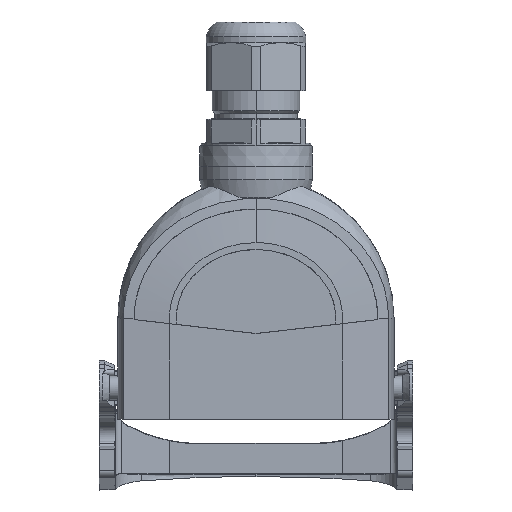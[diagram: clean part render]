
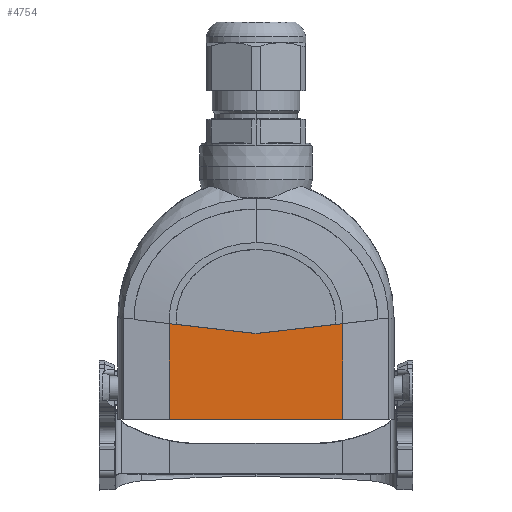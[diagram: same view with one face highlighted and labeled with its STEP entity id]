
A CAD part, front view. The second image highlights one B-rep face of the part: STEP entity #4754.
In plain terms, the highlighted planar face has unit normal (0, -1, 0).
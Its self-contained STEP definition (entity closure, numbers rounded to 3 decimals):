
#4246=PLANE('',#21639);
#4754=ADVANCED_FACE('',(#5527),#4246,.F.);
#5527=FACE_OUTER_BOUND('',#6152,.T.);
#6152=EDGE_LOOP('',(#8087,#8088,#8089,#8090,#8091));
#8087=ORIENTED_EDGE('',*,*,#12620,.T.);
#8088=ORIENTED_EDGE('',*,*,#12624,.T.);
#8089=ORIENTED_EDGE('',*,*,#12625,.T.);
#8090=ORIENTED_EDGE('',*,*,#12626,.T.);
#8091=ORIENTED_EDGE('',*,*,#12627,.T.);
#11216=VERTEX_POINT('',#31007);
#11217=VERTEX_POINT('',#31009);
#11220=VERTEX_POINT('',#31023);
#11221=VERTEX_POINT('',#31025);
#11222=VERTEX_POINT('',#31027);
#12620=EDGE_CURVE('',#11217,#11216,#16918,.T.);
#12624=EDGE_CURVE('',#11216,#11220,#16920,.T.);
#12625=EDGE_CURVE('',#11220,#11221,#16921,.T.);
#12626=EDGE_CURVE('',#11221,#11222,#16922,.T.);
#12627=EDGE_CURVE('',#11222,#11217,#16923,.T.);
#16918=LINE('',#31008,#18369);
#16920=LINE('',#31022,#18371);
#16921=LINE('',#31024,#18372);
#16922=LINE('',#31026,#18373);
#16923=LINE('',#31028,#18374);
#18369=VECTOR('',#23573,1.);
#18371=VECTOR('',#23577,1.);
#18372=VECTOR('',#23578,1.);
#18373=VECTOR('',#23579,1.);
#18374=VECTOR('',#23580,1.);
#21639=AXIS2_PLACEMENT_3D('',#31029,#23581,#23582);
#23573=DIRECTION('',(0.,0.,-1.));
#23577=DIRECTION('',(1.,0.,0.));
#23578=DIRECTION('',(0.,0.,1.));
#23579=DIRECTION('',(-0.994,0.,-0.113));
#23580=DIRECTION('',(-0.994,0.,0.113));
#23581=DIRECTION('',(0.,1.,0.));
#23582=DIRECTION('',(-1.,0.,0.));
#31007=CARTESIAN_POINT('',(-25.25,-16.,-8.95));
#31008=CARTESIAN_POINT('',(-25.25,-16.,20.5));
#31009=CARTESIAN_POINT('',(-25.25,-16.,18.973));
#31022=CARTESIAN_POINT('',(-25.25,-16.,-8.95));
#31023=CARTESIAN_POINT('',(25.25,-16.,-8.95));
#31024=CARTESIAN_POINT('',(25.25,-16.,20.5));
#31025=CARTESIAN_POINT('',(25.25,-16.,18.973));
#31026=CARTESIAN_POINT('',(25.422,-16.,18.993));
#31027=CARTESIAN_POINT('',(0.,-16.,16.096));
#31028=CARTESIAN_POINT('',(-25.422,-16.,18.993));
#31029=CARTESIAN_POINT('',(-25.25,-16.,20.5));
